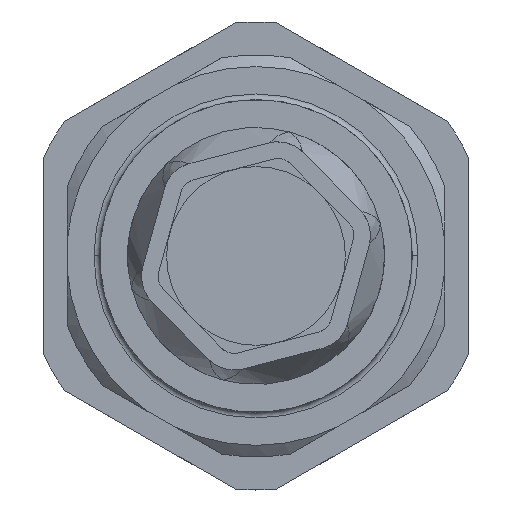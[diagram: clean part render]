
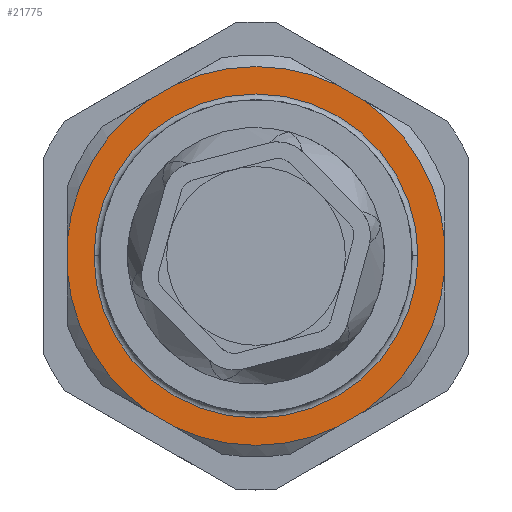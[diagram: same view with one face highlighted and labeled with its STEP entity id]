
A CAD part, front view. The second image highlights one B-rep face of the part: STEP entity #21775.
In plain terms, the highlighted planar face has unit normal (0, -1, 0).
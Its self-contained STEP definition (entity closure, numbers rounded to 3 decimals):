
#414 = EDGE_CURVE ( 'NONE', #30154, #9441, #10488, .T. ) ;
#1208 = DIRECTION ( 'NONE',  ( 0., -1., 0. ) ) ;
#1389 = ORIENTED_EDGE ( 'NONE', *, *, #7933, .T. ) ;
#1508 = ORIENTED_EDGE ( 'NONE', *, *, #30441, .T. ) ;
#1834 = LINE ( 'NONE', #18085, #19662 ) ;
#1964 = DIRECTION ( 'NONE',  ( 0., -1., 0. ) ) ;
#2182 = ORIENTED_EDGE ( 'NONE', *, *, #5581, .T. ) ;
#2521 = AXIS2_PLACEMENT_3D ( 'NONE', #32829, #1964, #12154 ) ;
#2635 = AXIS2_PLACEMENT_3D ( 'NONE', #18403, #23500, #28880 ) ;
#2950 = VERTEX_POINT ( 'NONE', #22066 ) ;
#3628 = CARTESIAN_POINT ( 'NONE',  ( -8.45, -19.25, -0.65 ) ) ;
#4216 = ORIENTED_EDGE ( 'NONE', *, *, #414, .F. ) ;
#4234 = VERTEX_POINT ( 'NONE', #8250 ) ;
#4821 = AXIS2_PLACEMENT_3D ( 'NONE', #33229, #7023, #10084 ) ;
#5027 = FACE_BOUND ( 'NONE', #8082, .T. ) ;
#5581 = EDGE_CURVE ( 'NONE', #14255, #13263, #26612, .T. ) ;
#5656 = VERTEX_POINT ( 'NONE', #27916 ) ;
#5675 = DIRECTION ( 'NONE',  ( 0., 0., -1. ) ) ;
#6467 = EDGE_CURVE ( 'NONE', #14926, #26190, #10415, .T. ) ;
#6522 = CARTESIAN_POINT ( 'NONE',  ( 0., -19.25, 0. ) ) ;
#6598 = DIRECTION ( 'NONE',  ( -1., 0., 0. ) ) ;
#6671 = CIRCLE ( 'NONE', #24052, 8.475 ) ;
#6697 = AXIS2_PLACEMENT_3D ( 'NONE', #14494, #14729, #27609 ) ;
#6857 = CIRCLE ( 'NONE', #17294, 8.475 ) ;
#7023 = DIRECTION ( 'NONE',  ( 0., -1., 0. ) ) ;
#7634 = DIRECTION ( 'NONE',  ( -0.866, 0., 0.5 ) ) ;
#7779 = ORIENTED_EDGE ( 'NONE', *, *, #30935, .T. ) ;
#7933 = EDGE_CURVE ( 'NONE', #15944, #23917, #28917, .T. ) ;
#8082 = EDGE_LOOP ( 'NONE', ( #4216, #10320 ) ) ;
#8250 = CARTESIAN_POINT ( 'NONE',  ( -3.662, -19.25, 7.643 ) ) ;
#8646 = ORIENTED_EDGE ( 'NONE', *, *, #30645, .T. ) ;
#9441 = VERTEX_POINT ( 'NONE', #18724 ) ;
#10084 = DIRECTION ( 'NONE',  ( -1., 0., 0. ) ) ;
#10189 = DIRECTION ( 'NONE',  ( 0.866, 0., 0.5 ) ) ;
#10320 = ORIENTED_EDGE ( 'NONE', *, *, #33314, .F. ) ;
#10415 = CIRCLE ( 'NONE', #16598, 8.475 ) ;
#10488 = CIRCLE ( 'NONE', #4821, 7.25 ) ;
#11175 = CARTESIAN_POINT ( 'NONE',  ( -3.662, -19.25, -7.643 ) ) ;
#11386 = CARTESIAN_POINT ( 'NONE',  ( -7.364, -19.25, 5.505 ) ) ;
#11952 = CARTESIAN_POINT ( 'NONE',  ( 0., -19.25, 0. ) ) ;
#12128 = VECTOR ( 'NONE', #31149, 1000. ) ;
#12154 = DIRECTION ( 'NONE',  ( -1., 0., 0. ) ) ;
#13205 = VERTEX_POINT ( 'NONE', #3628 ) ;
#13263 = VERTEX_POINT ( 'NONE', #23539 ) ;
#13960 = DIRECTION ( 'NONE',  ( 0., 0., 1. ) ) ;
#14255 = VERTEX_POINT ( 'NONE', #27037 ) ;
#14494 = CARTESIAN_POINT ( 'NONE',  ( 0., -19.25, 0. ) ) ;
#14587 = CARTESIAN_POINT ( 'NONE',  ( 8.45, -19.25, 0.65 ) ) ;
#14729 = DIRECTION ( 'NONE',  ( 0., -1., 0. ) ) ;
#14926 = VERTEX_POINT ( 'NONE', #11175 ) ;
#15165 = EDGE_CURVE ( 'NONE', #5656, #14926, #26706, .T. ) ;
#15203 = VECTOR ( 'NONE', #13960, 1000. ) ;
#15916 = CIRCLE ( 'NONE', #21324, 8.475 ) ;
#15944 = VERTEX_POINT ( 'NONE', #20229 ) ;
#16598 = AXIS2_PLACEMENT_3D ( 'NONE', #24099, #28909, #18755 ) ;
#16904 = CARTESIAN_POINT ( 'NONE',  ( 0., -19.25, 0. ) ) ;
#17294 = AXIS2_PLACEMENT_3D ( 'NONE', #16904, #22117, #6598 ) ;
#17308 = CARTESIAN_POINT ( 'NONE',  ( 8.45, -19.25, -7.25 ) ) ;
#17686 = EDGE_CURVE ( 'NONE', #23917, #4234, #19776, .T. ) ;
#17704 = DIRECTION ( 'NONE',  ( 0., -1., 0. ) ) ;
#17921 = CARTESIAN_POINT ( 'NONE',  ( 0., -19.25, 0. ) ) ;
#18085 = CARTESIAN_POINT ( 'NONE',  ( 1.086, -19.25, -9.13 ) ) ;
#18403 = CARTESIAN_POINT ( 'NONE',  ( 0., -19.25, -7.25 ) ) ;
#18586 = CARTESIAN_POINT ( 'NONE',  ( 3.662, -19.25, 7.643 ) ) ;
#18724 = CARTESIAN_POINT ( 'NONE',  ( 7.25, -19.25, 0. ) ) ;
#18755 = DIRECTION ( 'NONE',  ( -1., 0., 0. ) ) ;
#19181 = DIRECTION ( 'NONE',  ( -0.866, 0., -0.5 ) ) ;
#19487 = EDGE_LOOP ( 'NONE', ( #31804, #1508, #2182, #21967, #8646, #1389, #24349, #7779, #24447, #21584, #25895, #31339 ) ) ;
#19643 = VECTOR ( 'NONE', #7634, 1000. ) ;
#19662 = VECTOR ( 'NONE', #10189, 1000. ) ;
#19681 = CARTESIAN_POINT ( 'NONE',  ( -7.25, -19.25, 0. ) ) ;
#19749 = DIRECTION ( 'NONE',  ( 0., -1., 0. ) ) ;
#19776 = CIRCLE ( 'NONE', #2521, 8.475 ) ;
#19856 = DIRECTION ( 'NONE',  ( -1., 0., 0. ) ) ;
#19975 = CARTESIAN_POINT ( 'NONE',  ( -4.788, -19.25, 6.993 ) ) ;
#20229 = CARTESIAN_POINT ( 'NONE',  ( 4.788, -19.25, 6.993 ) ) ;
#20523 = CARTESIAN_POINT ( 'NONE',  ( 7.364, -19.25, 5.505 ) ) ;
#20776 = CARTESIAN_POINT ( 'NONE',  ( -1.086, -19.25, -9.13 ) ) ;
#21260 = LINE ( 'NONE', #11386, #30937 ) ;
#21324 = AXIS2_PLACEMENT_3D ( 'NONE', #17921, #17704, #33494 ) ;
#21584 = ORIENTED_EDGE ( 'NONE', *, *, #31537, .T. ) ;
#21775 = ADVANCED_FACE ( 'NONE', ( #5027, #28897 ), #27915, .T. ) ;
#21967 = ORIENTED_EDGE ( 'NONE', *, *, #30843, .T. ) ;
#22066 = CARTESIAN_POINT ( 'NONE',  ( -8.45, -19.25, 0.65 ) ) ;
#22117 = DIRECTION ( 'NONE',  ( 0., -1., 0. ) ) ;
#22374 = CIRCLE ( 'NONE', #6697, 7.25 ) ;
#23378 = EDGE_CURVE ( 'NONE', #13205, #5656, #15916, .T. ) ;
#23500 = DIRECTION ( 'NONE',  ( 0., -1., 0. ) ) ;
#23539 = CARTESIAN_POINT ( 'NONE',  ( 8.45, -19.25, -0.65 ) ) ;
#23917 = VERTEX_POINT ( 'NONE', #18586 ) ;
#24052 = AXIS2_PLACEMENT_3D ( 'NONE', #11952, #19749, #19856 ) ;
#24099 = CARTESIAN_POINT ( 'NONE',  ( 0., -19.25, 0. ) ) ;
#24349 = ORIENTED_EDGE ( 'NONE', *, *, #17686, .T. ) ;
#24447 = ORIENTED_EDGE ( 'NONE', *, *, #28935, .T. ) ;
#25895 = ORIENTED_EDGE ( 'NONE', *, *, #23378, .T. ) ;
#25919 = VERTEX_POINT ( 'NONE', #14587 ) ;
#26190 = VERTEX_POINT ( 'NONE', #30388 ) ;
#26612 = CIRCLE ( 'NONE', #29799, 8.475 ) ;
#26706 = LINE ( 'NONE', #20776, #12128 ) ;
#27037 = CARTESIAN_POINT ( 'NONE',  ( 4.788, -19.25, -6.993 ) ) ;
#27121 = DIRECTION ( 'NONE',  ( -1., 0., 0. ) ) ;
#27609 = DIRECTION ( 'NONE',  ( -1., 0., 0. ) ) ;
#27915 = PLANE ( 'NONE',  #2635 ) ;
#27916 = CARTESIAN_POINT ( 'NONE',  ( -4.788, -19.25, -6.993 ) ) ;
#28500 = VECTOR ( 'NONE', #5675, 1000. ) ;
#28880 = DIRECTION ( 'NONE',  ( -1., 0., 0. ) ) ;
#28897 = FACE_OUTER_BOUND ( 'NONE', #19487, .T. ) ;
#28909 = DIRECTION ( 'NONE',  ( 0., -1., 0. ) ) ;
#28917 = LINE ( 'NONE', #20523, #19643 ) ;
#28935 = EDGE_CURVE ( 'NONE', #30684, #2950, #6857, .T. ) ;
#29063 = CARTESIAN_POINT ( 'NONE',  ( -8.45, -19.25, -7.25 ) ) ;
#29799 = AXIS2_PLACEMENT_3D ( 'NONE', #6522, #1208, #27121 ) ;
#30129 = LINE ( 'NONE', #17308, #15203 ) ;
#30154 = VERTEX_POINT ( 'NONE', #19681 ) ;
#30388 = CARTESIAN_POINT ( 'NONE',  ( 3.662, -19.25, -7.643 ) ) ;
#30441 = EDGE_CURVE ( 'NONE', #26190, #14255, #1834, .T. ) ;
#30645 = EDGE_CURVE ( 'NONE', #25919, #15944, #6671, .T. ) ;
#30684 = VERTEX_POINT ( 'NONE', #19975 ) ;
#30843 = EDGE_CURVE ( 'NONE', #13263, #25919, #30129, .T. ) ;
#30935 = EDGE_CURVE ( 'NONE', #4234, #30684, #21260, .T. ) ;
#30937 = VECTOR ( 'NONE', #19181, 1000. ) ;
#31149 = DIRECTION ( 'NONE',  ( 0.866, 0., -0.5 ) ) ;
#31339 = ORIENTED_EDGE ( 'NONE', *, *, #15165, .T. ) ;
#31537 = EDGE_CURVE ( 'NONE', #2950, #13205, #33336, .T. ) ;
#31804 = ORIENTED_EDGE ( 'NONE', *, *, #6467, .T. ) ;
#32829 = CARTESIAN_POINT ( 'NONE',  ( 0., -19.25, 0. ) ) ;
#33229 = CARTESIAN_POINT ( 'NONE',  ( 0., -19.25, 0. ) ) ;
#33314 = EDGE_CURVE ( 'NONE', #9441, #30154, #22374, .T. ) ;
#33336 = LINE ( 'NONE', #29063, #28500 ) ;
#33494 = DIRECTION ( 'NONE',  ( -1., 0., 0. ) ) ;
